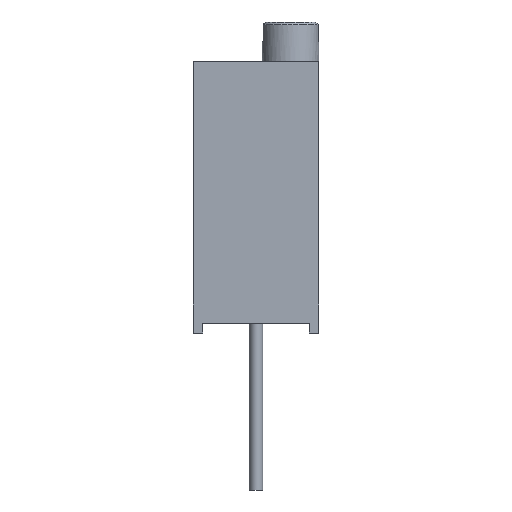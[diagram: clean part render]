
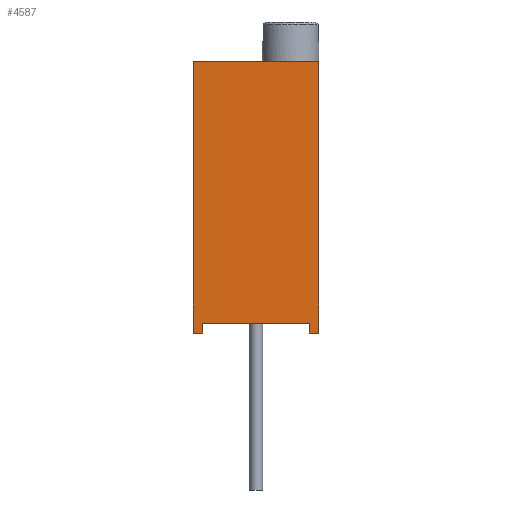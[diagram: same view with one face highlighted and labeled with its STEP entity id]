
A CAD part, left-side view. The second image highlights one B-rep face of the part: STEP entity #4587.
In plain terms, the highlighted planar face has unit normal (-1, 0, 0).
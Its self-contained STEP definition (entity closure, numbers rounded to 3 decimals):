
#68 = PLANE('',#69);
#69 = AXIS2_PLACEMENT_3D('',#70,#71,#72);
#70 = CARTESIAN_POINT('',(0.,2.415,10.03));
#71 = DIRECTION('',(-0.,-0.,-1.));
#72 = DIRECTION('',(-1.,0.,0.));
#429 = VERTEX_POINT('',#430);
#430 = CARTESIAN_POINT('',(-4.765,0.,10.03));
#444 = PLANE('',#445);
#445 = AXIS2_PLACEMENT_3D('',#446,#447,#448);
#446 = CARTESIAN_POINT('',(0.,0.,4.813));
#447 = DIRECTION('',(-0.,-1.,-0.));
#448 = DIRECTION('',(0.,0.,-1.));
#456 = EDGE_CURVE('',#429,#457,#459,.T.);
#457 = VERTEX_POINT('',#458);
#458 = CARTESIAN_POINT('',(-4.765,4.83,10.03));
#459 = SURFACE_CURVE('',#460,(#464,#471),.PCURVE_S1.);
#460 = LINE('',#461,#462);
#461 = CARTESIAN_POINT('',(-4.765,0.,10.03));
#462 = VECTOR('',#463,1.);
#463 = DIRECTION('',(0.,1.,0.));
#464 = PCURVE('',#68,#465);
#465 = DEFINITIONAL_REPRESENTATION('',(#466),#470);
#466 = LINE('',#467,#468);
#467 = CARTESIAN_POINT('',(4.765,-2.415));
#468 = VECTOR('',#469,1.);
#469 = DIRECTION('',(0.,1.));
#470 = ( GEOMETRIC_REPRESENTATION_CONTEXT(2) 
PARAMETRIC_REPRESENTATION_CONTEXT() REPRESENTATION_CONTEXT('2D SPACE',''
  ) );
#471 = PCURVE('',#472,#477);
#472 = PLANE('',#473);
#473 = AXIS2_PLACEMENT_3D('',#474,#475,#476);
#474 = CARTESIAN_POINT('',(-4.765,2.415,4.753));
#475 = DIRECTION('',(-1.,0.,0.));
#476 = DIRECTION('',(0.,-1.,0.));
#477 = DEFINITIONAL_REPRESENTATION('',(#478),#482);
#478 = LINE('',#479,#480);
#479 = CARTESIAN_POINT('',(2.415,5.277));
#480 = VECTOR('',#481,1.);
#481 = DIRECTION('',(-1.,0.));
#482 = ( GEOMETRIC_REPRESENTATION_CONTEXT(2) 
PARAMETRIC_REPRESENTATION_CONTEXT() REPRESENTATION_CONTEXT('2D SPACE',''
  ) );
#500 = PLANE('',#501);
#501 = AXIS2_PLACEMENT_3D('',#502,#503,#504);
#502 = CARTESIAN_POINT('',(-4.575,4.83,4.825));
#503 = DIRECTION('',(0.,1.,0.));
#504 = DIRECTION('',(0.,0.,1.));
#978 = PLANE('',#979);
#979 = AXIS2_PLACEMENT_3D('',#980,#981,#982);
#980 = CARTESIAN_POINT('',(0.,2.415,0.));
#981 = DIRECTION('',(-0.,-0.,-1.));
#982 = DIRECTION('',(-1.,0.,0.));
#1019 = VERTEX_POINT('',#1020);
#1020 = CARTESIAN_POINT('',(-4.765,0.38,0.));
#1036 = PLANE('',#1037);
#1037 = AXIS2_PLACEMENT_3D('',#1038,#1039,#1040);
#1038 = CARTESIAN_POINT('',(-4.765,0.38,0.));
#1039 = DIRECTION('',(0.,-1.,0.));
#1040 = DIRECTION('',(1.,0.,0.));
#1048 = EDGE_CURVE('',#1019,#1049,#1051,.T.);
#1049 = VERTEX_POINT('',#1050);
#1050 = CARTESIAN_POINT('',(-4.765,4.45,0.));
#1051 = SURFACE_CURVE('',#1052,(#1056,#1063),.PCURVE_S1.);
#1052 = LINE('',#1053,#1054);
#1053 = CARTESIAN_POINT('',(-4.765,0.,0.));
#1054 = VECTOR('',#1055,1.);
#1055 = DIRECTION('',(0.,1.,0.));
#1056 = PCURVE('',#978,#1057);
#1057 = DEFINITIONAL_REPRESENTATION('',(#1058),#1062);
#1058 = LINE('',#1059,#1060);
#1059 = CARTESIAN_POINT('',(4.765,-2.415));
#1060 = VECTOR('',#1061,1.);
#1061 = DIRECTION('',(0.,1.));
#1062 = ( GEOMETRIC_REPRESENTATION_CONTEXT(2) 
PARAMETRIC_REPRESENTATION_CONTEXT() REPRESENTATION_CONTEXT('2D SPACE',''
  ) );
#1063 = PCURVE('',#472,#1064);
#1064 = DEFINITIONAL_REPRESENTATION('',(#1065),#1069);
#1065 = LINE('',#1066,#1067);
#1066 = CARTESIAN_POINT('',(2.415,-4.753));
#1067 = VECTOR('',#1068,1.);
#1068 = DIRECTION('',(-1.,0.));
#1069 = ( GEOMETRIC_REPRESENTATION_CONTEXT(2) 
PARAMETRIC_REPRESENTATION_CONTEXT() REPRESENTATION_CONTEXT('2D SPACE',''
  ) );
#1085 = PLANE('',#1086);
#1086 = AXIS2_PLACEMENT_3D('',#1087,#1088,#1089);
#1087 = CARTESIAN_POINT('',(-4.765,4.45,0.));
#1088 = DIRECTION('',(0.,-1.,0.));
#1089 = DIRECTION('',(1.,0.,0.));
#1497 = EDGE_CURVE('',#1019,#1498,#1500,.T.);
#1498 = VERTEX_POINT('',#1499);
#1499 = CARTESIAN_POINT('',(-4.765,0.38,-0.38));
#1500 = SURFACE_CURVE('',#1501,(#1505,#1512),.PCURVE_S1.);
#1501 = LINE('',#1502,#1503);
#1502 = CARTESIAN_POINT('',(-4.765,0.38,0.));
#1503 = VECTOR('',#1504,1.);
#1504 = DIRECTION('',(0.,0.,-1.));
#1505 = PCURVE('',#1036,#1506);
#1506 = DEFINITIONAL_REPRESENTATION('',(#1507),#1511);
#1507 = LINE('',#1508,#1509);
#1508 = CARTESIAN_POINT('',(0.,0.));
#1509 = VECTOR('',#1510,1.);
#1510 = DIRECTION('',(0.,-1.));
#1511 = ( GEOMETRIC_REPRESENTATION_CONTEXT(2) 
PARAMETRIC_REPRESENTATION_CONTEXT() REPRESENTATION_CONTEXT('2D SPACE',''
  ) );
#1512 = PCURVE('',#472,#1513);
#1513 = DEFINITIONAL_REPRESENTATION('',(#1514),#1518);
#1514 = LINE('',#1515,#1516);
#1515 = CARTESIAN_POINT('',(2.035,-4.753));
#1516 = VECTOR('',#1517,1.);
#1517 = DIRECTION('',(0.,-1.));
#1518 = ( GEOMETRIC_REPRESENTATION_CONTEXT(2) 
PARAMETRIC_REPRESENTATION_CONTEXT() REPRESENTATION_CONTEXT('2D SPACE',''
  ) );
#1536 = PLANE('',#1537);
#1537 = AXIS2_PLACEMENT_3D('',#1538,#1539,#1540);
#1538 = CARTESIAN_POINT('',(-4.575,0.19,-0.38));
#1539 = DIRECTION('',(-0.,-0.,-1.));
#1540 = DIRECTION('',(-1.,0.,0.));
#1725 = EDGE_CURVE('',#1049,#1726,#1728,.T.);
#1726 = VERTEX_POINT('',#1727);
#1727 = CARTESIAN_POINT('',(-4.765,4.45,-0.38));
#1728 = SURFACE_CURVE('',#1729,(#1733,#1740),.PCURVE_S1.);
#1729 = LINE('',#1730,#1731);
#1730 = CARTESIAN_POINT('',(-4.765,4.45,0.));
#1731 = VECTOR('',#1732,1.);
#1732 = DIRECTION('',(0.,0.,-1.));
#1733 = PCURVE('',#1085,#1734);
#1734 = DEFINITIONAL_REPRESENTATION('',(#1735),#1739);
#1735 = LINE('',#1736,#1737);
#1736 = CARTESIAN_POINT('',(0.,0.));
#1737 = VECTOR('',#1738,1.);
#1738 = DIRECTION('',(0.,-1.));
#1739 = ( GEOMETRIC_REPRESENTATION_CONTEXT(2) 
PARAMETRIC_REPRESENTATION_CONTEXT() REPRESENTATION_CONTEXT('2D SPACE',''
  ) );
#1740 = PCURVE('',#472,#1741);
#1741 = DEFINITIONAL_REPRESENTATION('',(#1742),#1746);
#1742 = LINE('',#1743,#1744);
#1743 = CARTESIAN_POINT('',(-2.035,-4.753));
#1744 = VECTOR('',#1745,1.);
#1745 = DIRECTION('',(0.,-1.));
#1746 = ( GEOMETRIC_REPRESENTATION_CONTEXT(2) 
PARAMETRIC_REPRESENTATION_CONTEXT() REPRESENTATION_CONTEXT('2D SPACE',''
  ) );
#1764 = PLANE('',#1765);
#1765 = AXIS2_PLACEMENT_3D('',#1766,#1767,#1768);
#1766 = CARTESIAN_POINT('',(-4.575,4.64,-0.38));
#1767 = DIRECTION('',(0.,0.,1.));
#1768 = DIRECTION('',(1.,0.,0.));
#1969 = VERTEX_POINT('',#1970);
#1970 = CARTESIAN_POINT('',(-4.765,0.,-0.38));
#1991 = EDGE_CURVE('',#1969,#1498,#1992,.T.);
#1992 = SURFACE_CURVE('',#1993,(#1997,#2004),.PCURVE_S1.);
#1993 = LINE('',#1994,#1995);
#1994 = CARTESIAN_POINT('',(-4.765,0.,-0.38));
#1995 = VECTOR('',#1996,1.);
#1996 = DIRECTION('',(0.,1.,0.));
#1997 = PCURVE('',#1536,#1998);
#1998 = DEFINITIONAL_REPRESENTATION('',(#1999),#2003);
#1999 = LINE('',#2000,#2001);
#2000 = CARTESIAN_POINT('',(0.19,-0.19));
#2001 = VECTOR('',#2002,1.);
#2002 = DIRECTION('',(0.,1.));
#2003 = ( GEOMETRIC_REPRESENTATION_CONTEXT(2) 
PARAMETRIC_REPRESENTATION_CONTEXT() REPRESENTATION_CONTEXT('2D SPACE',''
  ) );
#2004 = PCURVE('',#472,#2005);
#2005 = DEFINITIONAL_REPRESENTATION('',(#2006),#2010);
#2006 = LINE('',#2007,#2008);
#2007 = CARTESIAN_POINT('',(2.415,-5.133));
#2008 = VECTOR('',#2009,1.);
#2009 = DIRECTION('',(-1.,0.));
#2010 = ( GEOMETRIC_REPRESENTATION_CONTEXT(2) 
PARAMETRIC_REPRESENTATION_CONTEXT() REPRESENTATION_CONTEXT('2D SPACE',''
  ) );
#2111 = VERTEX_POINT('',#2112);
#2112 = CARTESIAN_POINT('',(-4.765,4.83,-0.38));
#2133 = EDGE_CURVE('',#2111,#1726,#2134,.T.);
#2134 = SURFACE_CURVE('',#2135,(#2139,#2146),.PCURVE_S1.);
#2135 = LINE('',#2136,#2137);
#2136 = CARTESIAN_POINT('',(-4.765,4.83,-0.38));
#2137 = VECTOR('',#2138,1.);
#2138 = DIRECTION('',(0.,-1.,0.));
#2139 = PCURVE('',#1764,#2140);
#2140 = DEFINITIONAL_REPRESENTATION('',(#2141),#2145);
#2141 = LINE('',#2142,#2143);
#2142 = CARTESIAN_POINT('',(-0.19,0.19));
#2143 = VECTOR('',#2144,1.);
#2144 = DIRECTION('',(0.,-1.));
#2145 = ( GEOMETRIC_REPRESENTATION_CONTEXT(2) 
PARAMETRIC_REPRESENTATION_CONTEXT() REPRESENTATION_CONTEXT('2D SPACE',''
  ) );
#2146 = PCURVE('',#472,#2147);
#2147 = DEFINITIONAL_REPRESENTATION('',(#2148),#2152);
#2148 = LINE('',#2149,#2150);
#2149 = CARTESIAN_POINT('',(-2.415,-5.133));
#2150 = VECTOR('',#2151,1.);
#2151 = DIRECTION('',(1.,0.));
#2152 = ( GEOMETRIC_REPRESENTATION_CONTEXT(2) 
PARAMETRIC_REPRESENTATION_CONTEXT() REPRESENTATION_CONTEXT('2D SPACE',''
  ) );
#2171 = EDGE_CURVE('',#1969,#429,#2172,.T.);
#2172 = SURFACE_CURVE('',#2173,(#2177,#2184),.PCURVE_S1.);
#2173 = LINE('',#2174,#2175);
#2174 = CARTESIAN_POINT('',(-4.765,0.,0.));
#2175 = VECTOR('',#2176,1.);
#2176 = DIRECTION('',(0.,0.,1.));
#2177 = PCURVE('',#444,#2178);
#2178 = DEFINITIONAL_REPRESENTATION('',(#2179),#2183);
#2179 = LINE('',#2180,#2181);
#2180 = CARTESIAN_POINT('',(4.813,-4.765));
#2181 = VECTOR('',#2182,1.);
#2182 = DIRECTION('',(-1.,0.));
#2183 = ( GEOMETRIC_REPRESENTATION_CONTEXT(2) 
PARAMETRIC_REPRESENTATION_CONTEXT() REPRESENTATION_CONTEXT('2D SPACE',''
  ) );
#2184 = PCURVE('',#472,#2185);
#2185 = DEFINITIONAL_REPRESENTATION('',(#2186),#2190);
#2186 = LINE('',#2187,#2188);
#2187 = CARTESIAN_POINT('',(2.415,-4.753));
#2188 = VECTOR('',#2189,1.);
#2189 = DIRECTION('',(0.,1.));
#2190 = ( GEOMETRIC_REPRESENTATION_CONTEXT(2) 
PARAMETRIC_REPRESENTATION_CONTEXT() REPRESENTATION_CONTEXT('2D SPACE',''
  ) );
#4550 = EDGE_CURVE('',#457,#2111,#4551,.T.);
#4551 = SURFACE_CURVE('',#4552,(#4556,#4563),.PCURVE_S1.);
#4552 = LINE('',#4553,#4554);
#4553 = CARTESIAN_POINT('',(-4.765,4.83,0.));
#4554 = VECTOR('',#4555,1.);
#4555 = DIRECTION('',(0.,0.,-1.));
#4556 = PCURVE('',#500,#4557);
#4557 = DEFINITIONAL_REPRESENTATION('',(#4558),#4562);
#4558 = LINE('',#4559,#4560);
#4559 = CARTESIAN_POINT('',(-4.825,-0.19));
#4560 = VECTOR('',#4561,1.);
#4561 = DIRECTION('',(-1.,0.));
#4562 = ( GEOMETRIC_REPRESENTATION_CONTEXT(2) 
PARAMETRIC_REPRESENTATION_CONTEXT() REPRESENTATION_CONTEXT('2D SPACE',''
  ) );
#4563 = PCURVE('',#472,#4564);
#4564 = DEFINITIONAL_REPRESENTATION('',(#4565),#4569);
#4565 = LINE('',#4566,#4567);
#4566 = CARTESIAN_POINT('',(-2.415,-4.753));
#4567 = VECTOR('',#4568,1.);
#4568 = DIRECTION('',(0.,-1.));
#4569 = ( GEOMETRIC_REPRESENTATION_CONTEXT(2) 
PARAMETRIC_REPRESENTATION_CONTEXT() REPRESENTATION_CONTEXT('2D SPACE',''
  ) );
#4587 = ADVANCED_FACE('',(#4588),#472,.T.);
#4588 = FACE_BOUND('',#4589,.T.);
#4589 = EDGE_LOOP('',(#4590,#4591,#4592,#4593,#4594,#4595,#4596,#4597));
#4590 = ORIENTED_EDGE('',*,*,#2171,.T.);
#4591 = ORIENTED_EDGE('',*,*,#456,.T.);
#4592 = ORIENTED_EDGE('',*,*,#4550,.T.);
#4593 = ORIENTED_EDGE('',*,*,#2133,.T.);
#4594 = ORIENTED_EDGE('',*,*,#1725,.F.);
#4595 = ORIENTED_EDGE('',*,*,#1048,.F.);
#4596 = ORIENTED_EDGE('',*,*,#1497,.T.);
#4597 = ORIENTED_EDGE('',*,*,#1991,.F.);
